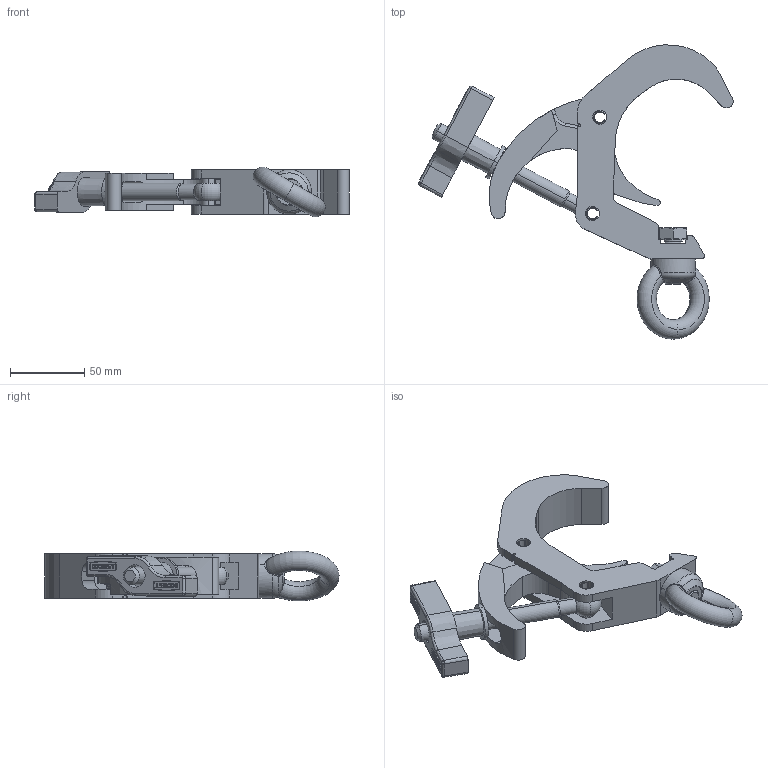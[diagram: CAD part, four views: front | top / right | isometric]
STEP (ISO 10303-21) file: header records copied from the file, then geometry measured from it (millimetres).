
FILE_DESCRIPTION (( 'STEP AP203' ), '1' );
FILE_NAME ('T58515 & T58516.STEP', '2018-08-09T11:10:36', ( '' ), ( '' ), 'SwSTEP 2.0', 'SolidWorks 2016', '' );
FILE_SCHEMA (( 'CONFIG_CONTROL_DESIGN' ));
Length unit declared in the file: millimetre
Products named in the file (13): A Washer_Bright washer BS 4320 - M12 (Form A); T78056; TH2016_25MM WIDE; Hex Bolt_ISO 4016 - M12 x 30 x 30-WS; TH692; Doughty Knob_S0123; S1192_For T58500; T42300; F791; TH658_TH658; TH657_NO STAMPING; TH2015_30MM WIDE; T58515 & T58516
Assembly tree (13 placements, depth 3):
  T58515 & T58516
    TH657_NO STAMPING
      TH2015_30MM WIDE
    TH658_TH658
      TH2016_25MM WIDE
    F791  x2
    S1192_For T58500
    T78056
      TH692
      Doughty Knob_S0123
      A Washer_Bright washer BS 4320 - M12 (Form A)
    Hex Bolt_ISO 4016 - M12 x 30 x 30-WS
    T42300
Bounding box: 211.68 x 197.95 x 33.49 mm (x, y, z)
Volume: 239382.5 mm3; surface area: 72879 mm2
Topology: 10 solids, 10 shells, 603 faces, 1573 edges, 1007 vertices
Faces by surface type: cylinder 225, plane 210, cone 108, bspline 34, torus 26
Entity records: 22588 total; most frequent: CARTESIAN_POINT 6418, DIRECTION 3237, ORIENTED_EDGE 3070, EDGE_CURVE 1535, AXIS2_PLACEMENT_3D 1234, VERTEX_POINT 983, LINE 769, VECTOR 769
